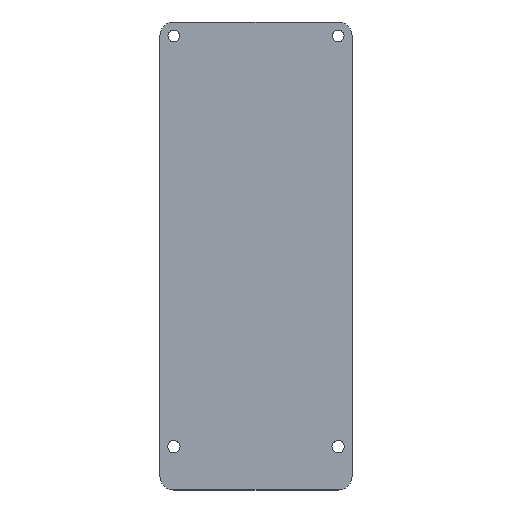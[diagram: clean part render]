
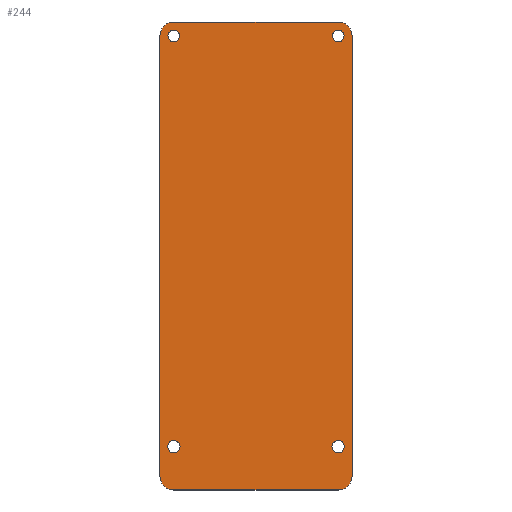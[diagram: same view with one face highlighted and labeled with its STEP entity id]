
A CAD part, top view. The second image highlights one B-rep face of the part: STEP entity #244.
In plain terms, the highlighted planar face has unit normal (0, 0, 1).
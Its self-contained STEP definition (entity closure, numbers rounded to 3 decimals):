
#35 = VERTEX_POINT('',#36);
#36 = CARTESIAN_POINT('',(0.,-7.373,
    1.6));
#42 = EDGE_CURVE('',#35,#43,#45,.T.);
#43 = VERTEX_POINT('',#44);
#44 = CARTESIAN_POINT('',(-2.373,-5.,1.6)
  );
#45 = CIRCLE('',#46,2.373);
#46 = AXIS2_PLACEMENT_3D('',#47,#48,#49);
#47 = CARTESIAN_POINT('',(0.,-5.,
    1.6));
#48 = DIRECTION('',(-0.,0.,-1.));
#49 = DIRECTION('',(0.,-1.,-0.));
#77 = VERTEX_POINT('',#78);
#78 = CARTESIAN_POINT('',(28.,-7.373,1.6)
  );
#84 = EDGE_CURVE('',#77,#35,#85,.T.);
#85 = LINE('',#86,#87);
#86 = CARTESIAN_POINT('',(28.,-7.373,1.6)
  );
#87 = VECTOR('',#88,1.);
#88 = DIRECTION('',(-1.,0.,0.));
#106 = EDGE_CURVE('',#43,#107,#109,.T.);
#107 = VERTEX_POINT('',#108);
#108 = CARTESIAN_POINT('',(-2.373,0.,
    1.6));
#109 = LINE('',#110,#111);
#110 = CARTESIAN_POINT('',(-2.373,-5.,1.6)
  );
#111 = VECTOR('',#112,1.);
#112 = DIRECTION('',(0.,1.,0.));
#244 = ADVANCED_FACE('',(#245,#307,#318,#329,#340),#351,.F.);
#245 = FACE_BOUND('',#246,.F.);
#246 = EDGE_LOOP('',(#247,#248,#249,#257,#266,#274,#283,#291,#299,#306)
  );
#247 = ORIENTED_EDGE('',*,*,#42,.T.);
#248 = ORIENTED_EDGE('',*,*,#106,.T.);
#249 = ORIENTED_EDGE('',*,*,#250,.T.);
#250 = EDGE_CURVE('',#107,#251,#253,.T.);
#251 = VERTEX_POINT('',#252);
#252 = CARTESIAN_POINT('',(-2.373,70.,1.6
    ));
#253 = LINE('',#254,#255);
#254 = CARTESIAN_POINT('',(-2.373,0.,
    1.6));
#255 = VECTOR('',#256,1.);
#256 = DIRECTION('',(0.,1.,0.));
#257 = ORIENTED_EDGE('',*,*,#258,.T.);
#258 = EDGE_CURVE('',#251,#259,#261,.T.);
#259 = VERTEX_POINT('',#260);
#260 = CARTESIAN_POINT('',(0.,72.373,
    1.6));
#261 = CIRCLE('',#262,2.373);
#262 = AXIS2_PLACEMENT_3D('',#263,#264,#265);
#263 = CARTESIAN_POINT('',(0.,70.,
    1.6));
#264 = DIRECTION('',(0.,0.,-1.));
#265 = DIRECTION('',(-1.,0.,0.));
#266 = ORIENTED_EDGE('',*,*,#267,.T.);
#267 = EDGE_CURVE('',#259,#268,#270,.T.);
#268 = VERTEX_POINT('',#269);
#269 = CARTESIAN_POINT('',(28.,72.373,
    1.6));
#270 = LINE('',#271,#272);
#271 = CARTESIAN_POINT('',(0.,72.373,
    1.6));
#272 = VECTOR('',#273,1.);
#273 = DIRECTION('',(1.,0.,0.));
#274 = ORIENTED_EDGE('',*,*,#275,.T.);
#275 = EDGE_CURVE('',#268,#276,#278,.T.);
#276 = VERTEX_POINT('',#277);
#277 = CARTESIAN_POINT('',(30.373,70.,
    1.6));
#278 = CIRCLE('',#279,2.373);
#279 = AXIS2_PLACEMENT_3D('',#280,#281,#282);
#280 = CARTESIAN_POINT('',(28.,70.,
    1.6));
#281 = DIRECTION('',(0.,0.,-1.));
#282 = DIRECTION('',(0.,1.,0.));
#283 = ORIENTED_EDGE('',*,*,#284,.T.);
#284 = EDGE_CURVE('',#276,#285,#287,.T.);
#285 = VERTEX_POINT('',#286);
#286 = CARTESIAN_POINT('',(30.373,0.,
    1.6));
#287 = LINE('',#288,#289);
#288 = CARTESIAN_POINT('',(30.373,70.,
    1.6));
#289 = VECTOR('',#290,1.);
#290 = DIRECTION('',(0.,-1.,0.));
#291 = ORIENTED_EDGE('',*,*,#292,.T.);
#292 = EDGE_CURVE('',#285,#293,#295,.T.);
#293 = VERTEX_POINT('',#294);
#294 = CARTESIAN_POINT('',(30.373,-5.,
    1.6));
#295 = LINE('',#296,#297);
#296 = CARTESIAN_POINT('',(30.373,0.,
    1.6));
#297 = VECTOR('',#298,1.);
#298 = DIRECTION('',(0.,-1.,0.));
#299 = ORIENTED_EDGE('',*,*,#300,.T.);
#300 = EDGE_CURVE('',#293,#77,#301,.T.);
#301 = CIRCLE('',#302,2.373);
#302 = AXIS2_PLACEMENT_3D('',#303,#304,#305);
#303 = CARTESIAN_POINT('',(28.,-5.,
    1.6));
#304 = DIRECTION('',(0.,0.,-1.));
#305 = DIRECTION('',(1.,0.,0.));
#306 = ORIENTED_EDGE('',*,*,#84,.T.);
#307 = FACE_BOUND('',#308,.F.);
#308 = EDGE_LOOP('',(#309));
#309 = ORIENTED_EDGE('',*,*,#310,.T.);
#310 = EDGE_CURVE('',#311,#311,#313,.T.);
#311 = VERTEX_POINT('',#312);
#312 = CARTESIAN_POINT('',(29.05,0.,
    1.6));
#313 = CIRCLE('',#314,1.05);
#314 = AXIS2_PLACEMENT_3D('',#315,#316,#317);
#315 = CARTESIAN_POINT('',(28.,0.,
    1.6));
#316 = DIRECTION('',(0.,0.,1.));
#317 = DIRECTION('',(1.,0.,-0.));
#318 = FACE_BOUND('',#319,.F.);
#319 = EDGE_LOOP('',(#320));
#320 = ORIENTED_EDGE('',*,*,#321,.T.);
#321 = EDGE_CURVE('',#322,#322,#324,.T.);
#322 = VERTEX_POINT('',#323);
#323 = CARTESIAN_POINT('',(1.05,0.,
    1.6));
#324 = CIRCLE('',#325,1.05);
#325 = AXIS2_PLACEMENT_3D('',#326,#327,#328);
#326 = CARTESIAN_POINT('',(0.,0.,1.6));
#327 = DIRECTION('',(0.,0.,1.));
#328 = DIRECTION('',(1.,0.,-0.));
#329 = FACE_BOUND('',#330,.F.);
#330 = EDGE_LOOP('',(#331));
#331 = ORIENTED_EDGE('',*,*,#332,.T.);
#332 = EDGE_CURVE('',#333,#333,#335,.T.);
#333 = VERTEX_POINT('',#334);
#334 = CARTESIAN_POINT('',(29.,70.,
    1.6));
#335 = CIRCLE('',#336,1.);
#336 = AXIS2_PLACEMENT_3D('',#337,#338,#339);
#337 = CARTESIAN_POINT('',(28.,70.,
    1.6));
#338 = DIRECTION('',(0.,0.,1.));
#339 = DIRECTION('',(1.,0.,-0.));
#340 = FACE_BOUND('',#341,.F.);
#341 = EDGE_LOOP('',(#342));
#342 = ORIENTED_EDGE('',*,*,#343,.T.);
#343 = EDGE_CURVE('',#344,#344,#346,.T.);
#344 = VERTEX_POINT('',#345);
#345 = CARTESIAN_POINT('',(1.,70.,1.6
    ));
#346 = CIRCLE('',#347,1.);
#347 = AXIS2_PLACEMENT_3D('',#348,#349,#350);
#348 = CARTESIAN_POINT('',(0.,70.,
    1.6));
#349 = DIRECTION('',(0.,0.,1.));
#350 = DIRECTION('',(1.,0.,-0.));
#351 = PLANE('',#352);
#352 = AXIS2_PLACEMENT_3D('',#353,#354,#355);
#353 = CARTESIAN_POINT('',(14.,32.5,
    1.6));
#354 = DIRECTION('',(-0.,-0.,-1.));
#355 = DIRECTION('',(-1.,0.,0.));
